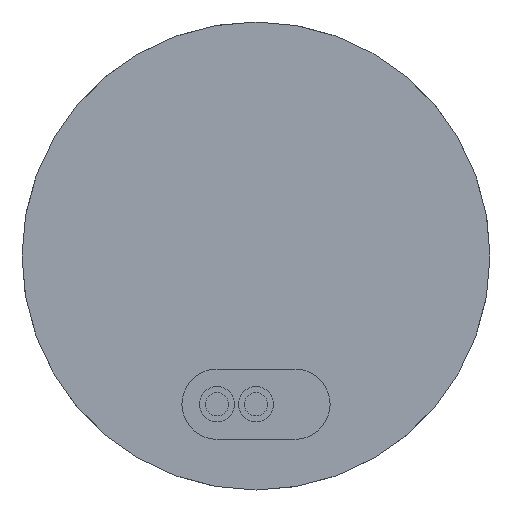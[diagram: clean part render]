
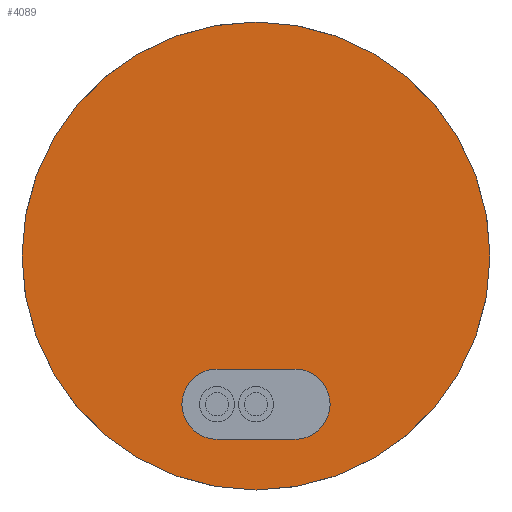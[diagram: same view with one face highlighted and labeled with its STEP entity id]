
A CAD part, front view. The second image highlights one B-rep face of the part: STEP entity #4089.
In plain terms, the highlighted planar face has unit normal (0, -1, 0).
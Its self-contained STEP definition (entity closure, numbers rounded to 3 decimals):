
#27 = CARTESIAN_POINT ( 'NONE',  ( 1., 0., 2.9 ) ) ;
#113 = CARTESIAN_POINT ( 'NONE',  ( 1., 0., 4.7 ) ) ;
#159 = AXIS2_PLACEMENT_3D ( 'NONE', #619, #977, #3466 ) ;
#469 = VERTEX_POINT ( 'NONE', #783 ) ;
#485 = VERTEX_POINT ( 'NONE', #572 ) ;
#487 = VECTOR ( 'NONE', #1660, 1000. ) ;
#572 = CARTESIAN_POINT ( 'NONE',  ( 0., 0., -6. ) ) ;
#619 = CARTESIAN_POINT ( 'NONE',  ( 0., 0., 0. ) ) ;
#739 = EDGE_LOOP ( 'NONE', ( #1553, #4241 ) ) ;
#781 = EDGE_CURVE ( 'NONE', #4348, #469, #1787, .T. ) ;
#783 = CARTESIAN_POINT ( 'NONE',  ( -1., 0., 2.9 ) ) ;
#965 = FACE_BOUND ( 'NONE', #1570, .T. ) ;
#977 = DIRECTION ( 'NONE',  ( 0., -1., 0. ) ) ;
#1079 = FACE_OUTER_BOUND ( 'NONE', #739, .T. ) ;
#1140 = CIRCLE ( 'NONE', #1720, 0.9 ) ;
#1433 = LINE ( 'NONE', #1646, #487 ) ;
#1525 = VERTEX_POINT ( 'NONE', #4298 ) ;
#1553 = ORIENTED_EDGE ( 'NONE', *, *, #2016, .T. ) ;
#1570 = EDGE_LOOP ( 'NONE', ( #2251, #3031, #2158, #4422 ) ) ;
#1613 = DIRECTION ( 'NONE',  ( 0., 0., 1. ) ) ;
#1646 = CARTESIAN_POINT ( 'NONE',  ( 0., 0., 4.7 ) ) ;
#1654 = DIRECTION ( 'NONE',  ( 0., -1., 0. ) ) ;
#1660 = DIRECTION ( 'NONE',  ( 1., 0., 0. ) ) ;
#1665 = DIRECTION ( 'NONE',  ( 0., 1., 0. ) ) ;
#1669 = VECTOR ( 'NONE', #2614, 1000. ) ;
#1683 = CARTESIAN_POINT ( 'NONE',  ( 1., 0., 3.8 ) ) ;
#1720 = AXIS2_PLACEMENT_3D ( 'NONE', #1683, #1665, #1613 ) ;
#1766 = CIRCLE ( 'NONE', #4085, 6. ) ;
#1787 = LINE ( 'NONE', #2570, #1669 ) ;
#1926 = DIRECTION ( 'NONE',  ( 0., 0., -1. ) ) ;
#1938 = DIRECTION ( 'NONE',  ( 0., -1., 0. ) ) ;
#1956 = CARTESIAN_POINT ( 'NONE',  ( 0., 0., 0. ) ) ;
#2016 = EDGE_CURVE ( 'NONE', #485, #3364, #3439, .T. ) ;
#2052 = EDGE_CURVE ( 'NONE', #1525, #2473, #1433, .T. ) ;
#2158 = ORIENTED_EDGE ( 'NONE', *, *, #3208, .T. ) ;
#2251 = ORIENTED_EDGE ( 'NONE', *, *, #3094, .T. ) ;
#2473 = VERTEX_POINT ( 'NONE', #113 ) ;
#2570 = CARTESIAN_POINT ( 'NONE',  ( 0., 0., 2.9 ) ) ;
#2614 = DIRECTION ( 'NONE',  ( -1., 0., 0. ) ) ;
#2746 = PLANE ( 'NONE',  #159 ) ;
#2990 = AXIS2_PLACEMENT_3D ( 'NONE', #3788, #3774, #3757 ) ;
#3031 = ORIENTED_EDGE ( 'NONE', *, *, #2052, .T. ) ;
#3094 = EDGE_CURVE ( 'NONE', #469, #1525, #3367, .T. ) ;
#3208 = EDGE_CURVE ( 'NONE', #2473, #4348, #1140, .T. ) ;
#3336 = AXIS2_PLACEMENT_3D ( 'NONE', #1956, #1938, #1926 ) ;
#3364 = VERTEX_POINT ( 'NONE', #4105 ) ;
#3367 = CIRCLE ( 'NONE', #2990, 0.9 ) ;
#3373 = EDGE_CURVE ( 'NONE', #3364, #485, #1766, .T. ) ;
#3439 = CIRCLE ( 'NONE', #3336, 6. ) ;
#3466 = DIRECTION ( 'NONE',  ( 0., 0., -1. ) ) ;
#3757 = DIRECTION ( 'NONE',  ( 0., 0., 1. ) ) ;
#3774 = DIRECTION ( 'NONE',  ( 0., 1., 0. ) ) ;
#3777 = CARTESIAN_POINT ( 'NONE',  ( 0., 0., 0. ) ) ;
#3788 = CARTESIAN_POINT ( 'NONE',  ( -1., 0., 3.8 ) ) ;
#4085 = AXIS2_PLACEMENT_3D ( 'NONE', #3777, #1654, #4123 ) ;
#4089 = ADVANCED_FACE ( 'NONE', ( #965, #1079 ), #2746, .T. ) ;
#4105 = CARTESIAN_POINT ( 'NONE',  ( 0., 0., 6. ) ) ;
#4123 = DIRECTION ( 'NONE',  ( 0., 0., -1. ) ) ;
#4241 = ORIENTED_EDGE ( 'NONE', *, *, #3373, .T. ) ;
#4298 = CARTESIAN_POINT ( 'NONE',  ( -1., 0., 4.7 ) ) ;
#4348 = VERTEX_POINT ( 'NONE', #27 ) ;
#4422 = ORIENTED_EDGE ( 'NONE', *, *, #781, .T. ) ;
